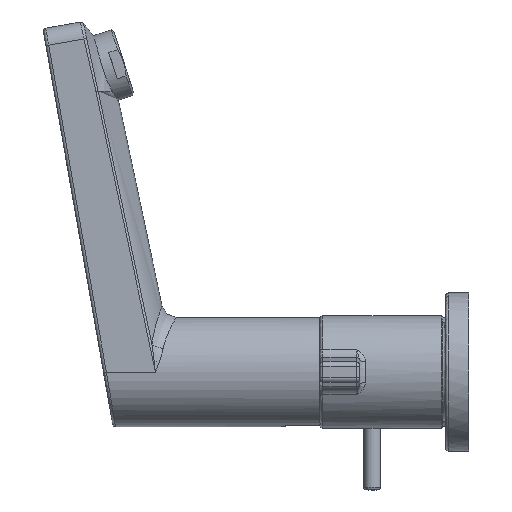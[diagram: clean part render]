
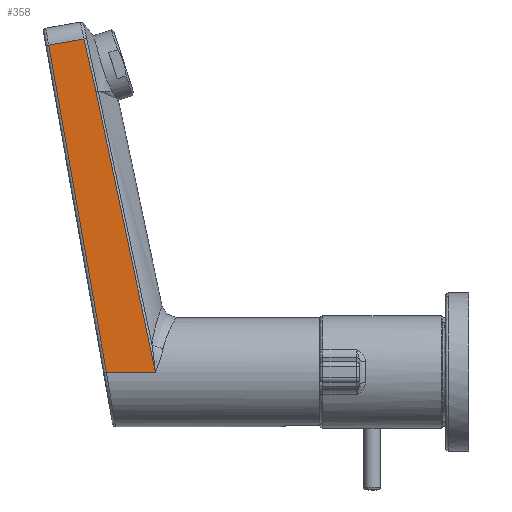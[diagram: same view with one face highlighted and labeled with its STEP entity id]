
A CAD part, left-side view. The second image highlights one B-rep face of the part: STEP entity #358.
In plain terms, the highlighted planar face has unit normal (-1, 0, 0).
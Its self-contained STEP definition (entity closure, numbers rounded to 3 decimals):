
#9 = ORIENTED_EDGE ( 'NONE', *, *, #5646, .T. ) ;
#26 = ORIENTED_EDGE ( 'NONE', *, *, #2874, .T. ) ;
#92 = FACE_OUTER_BOUND ( 'NONE', #4750, .T. ) ;
#118 = CARTESIAN_POINT ( 'NONE',  ( -28.807, 149.973, 117.093 ) ) ;
#236 = DIRECTION ( 'NONE',  ( 0., -0.174, -0.985 ) ) ;
#358 = ADVANCED_FACE ( 'NONE', ( #92 ), #4934, .T. ) ;
#416 = CARTESIAN_POINT ( 'NONE',  ( -28.807, 12., 3.453 ) ) ;
#695 = ORIENTED_EDGE ( 'NONE', *, *, #6161, .T. ) ;
#782 = CARTESIAN_POINT ( 'NONE',  ( -28.807, 129.935, 3.453 ) ) ;
#953 = CARTESIAN_POINT ( 'NONE',  ( -28.807, 133.922, 102.539 ) ) ;
#1019 = VERTEX_POINT ( 'NONE', #118 ) ;
#1036 = VERTEX_POINT ( 'NONE', #782 ) ;
#1235 = LINE ( 'NONE', #3638, #1321 ) ;
#1321 = VECTOR ( 'NONE', #236, 1000. ) ;
#1534 = CARTESIAN_POINT ( 'NONE',  ( -28.807, 135.016, 107.558 ) ) ;
#1555 = CARTESIAN_POINT ( 'NONE',  ( -28.807, 135.577, 110.063 ) ) ;
#1556 = ORIENTED_EDGE ( 'NONE', *, *, #3886, .F. ) ;
#1570 = DIRECTION ( 'NONE',  ( 0., 1., 0. ) ) ;
#2094 = CARTESIAN_POINT ( 'NONE',  ( -28.807, 135.442, 109.463 ) ) ;
#2116 = CARTESIAN_POINT ( 'NONE',  ( -28.807, 136.324, 113.37 ) ) ;
#2164 = CARTESIAN_POINT ( 'NONE',  ( -28.807, 137.744, 119.249 ) ) ;
#2171 = DIRECTION ( 'NONE',  ( 0., 0., 1. ) ) ;
#2624 = CARTESIAN_POINT ( 'NONE',  ( -28.807, 135.547, 109.931 ) ) ;
#2644 = CARTESIAN_POINT ( 'NONE',  ( -28.807, 137.744, 119.249 ) ) ;
#2645 = EDGE_CURVE ( 'NONE', #1019, #1036, #1235, .T. ) ;
#2874 = EDGE_CURVE ( 'NONE', #4232, #3335, #5582, .T. ) ;
#3100 = CARTESIAN_POINT ( 'NONE',  ( -28.807, 135.572, 110.041 ) ) ;
#3211 = CARTESIAN_POINT ( 'NONE',  ( -28.807, 112.86, 3.453 ) ) ;
#3264 = VECTOR ( 'NONE', #1570, 1000. ) ;
#3335 = VERTEX_POINT ( 'NONE', #6851 ) ;
#3447 = LINE ( 'NONE', #6560, #3264 ) ;
#3638 = CARTESIAN_POINT ( 'NONE',  ( -28.807, 149.973, 117.093 ) ) ;
#3790 = DIRECTION ( 'NONE',  ( 0., 0.208, 0.978 ) ) ;
#3886 = EDGE_CURVE ( 'NONE', #6060, #1036, #3447, .T. ) ;
#3967 = ORIENTED_EDGE ( 'NONE', *, *, #2645, .T. ) ;
#4088 = CARTESIAN_POINT ( 'NONE',  ( -28.807, 133.571, 100.887 ) ) ;
#4232 = VERTEX_POINT ( 'NONE', #4088 ) ;
#4743 = AXIS2_PLACEMENT_3D ( 'NONE', #416, #5488, #2171 ) ;
#4750 = EDGE_LOOP ( 'NONE', ( #695, #3967, #1556, #9, #26 ) ) ;
#4781 = VECTOR ( 'NONE', #4927, 1000. ) ;
#4851 = CARTESIAN_POINT ( 'NONE',  ( -28.807, 134.436, 104.927 ) ) ;
#4927 = DIRECTION ( 'NONE',  ( 0., 0.985, -0.174 ) ) ;
#4934 = PLANE ( 'NONE',  #4743 ) ;
#5050 = LINE ( 'NONE', #2164, #4781 ) ;
#5407 = CARTESIAN_POINT ( 'NONE',  ( -28.807, 135.301, 108.835 ) ) ;
#5426 = CARTESIAN_POINT ( 'NONE',  ( -28.807, 135.579, 110.073 ) ) ;
#5488 = DIRECTION ( 'NONE',  ( -1., 0., 0. ) ) ;
#5582 = B_SPLINE_CURVE_WITH_KNOTS ( 'NONE', 3,
 ( #7033, #953, #4851, #1534, #5407, #2094, #5963, #2624, #6526, #3100, #1555, #5426, #2116, #5983, #2644 ),
 .UNSPECIFIED., .F., .F.,
 ( 4, 1, 1, 1, 1, 1, 1, 1, 2, 2, 4 ),
 ( 0., 0.25, 0.375, 0.437, 0.469, 0.484, 0.492, 0.496, 0.498, 0.5, 1. ),
 .UNSPECIFIED. ) ;
#5646 = EDGE_CURVE ( 'NONE', #6060, #4232, #6596, .T. ) ;
#5963 = CARTESIAN_POINT ( 'NONE',  ( -28.807, 135.512, 109.775 ) ) ;
#5983 = CARTESIAN_POINT ( 'NONE',  ( -28.807, 137.044, 116.425 ) ) ;
#6060 = VERTEX_POINT ( 'NONE', #6550 ) ;
#6161 = EDGE_CURVE ( 'NONE', #3335, #1019, #5050, .T. ) ;
#6418 = VECTOR ( 'NONE', #3790, 1000. ) ;
#6526 = CARTESIAN_POINT ( 'NONE',  ( -28.807, 135.565, 110.008 ) ) ;
#6550 = CARTESIAN_POINT ( 'NONE',  ( -28.807, 112.86, 3.453 ) ) ;
#6560 = CARTESIAN_POINT ( 'NONE',  ( -28.807, 127.6, 3.453 ) ) ;
#6596 = LINE ( 'NONE', #3211, #6418 ) ;
#6851 = CARTESIAN_POINT ( 'NONE',  ( -28.807, 137.744, 119.249 ) ) ;
#7033 = CARTESIAN_POINT ( 'NONE',  ( -28.807, 133.571, 100.887 ) ) ;
